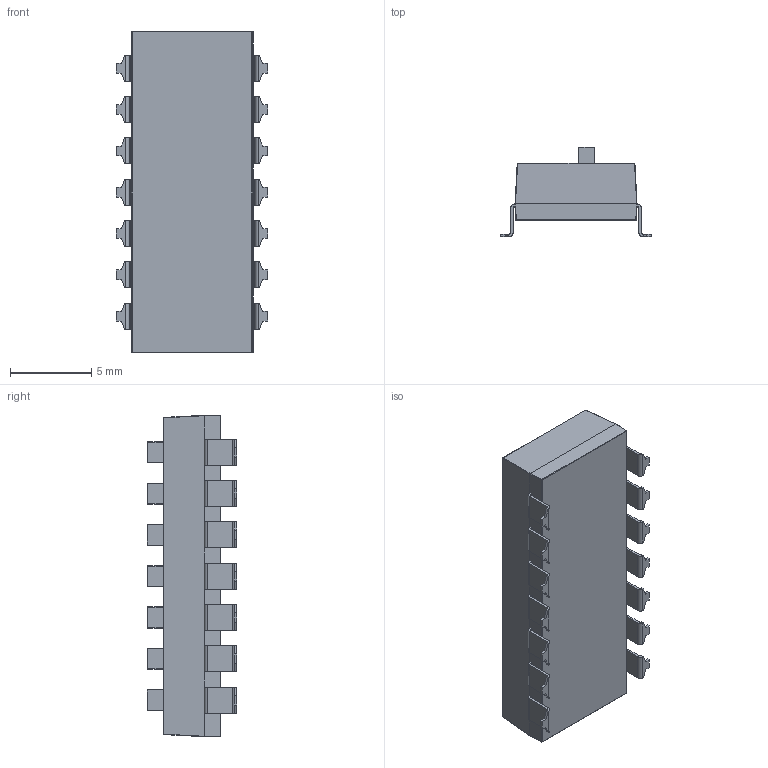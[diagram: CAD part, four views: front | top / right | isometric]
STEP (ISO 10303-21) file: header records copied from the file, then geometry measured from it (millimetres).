
FILE_DESCRIPTION (( 'STEP AP214' ), '1' );
FILE_NAME ('SDA07H1SBD.STEP', '2019-01-15T22:33:48', ( '' ), ( '' ), 'SwSTEP 2.0', 'SolidWorks 2017', '' );
FILE_SCHEMA (( 'AUTOMOTIVE_DESIGN' ));
Length unit declared in the file: millimetre
Products named in the file (1): SDA07H1SBD
Bounding box: 9.3 x 5.5 x 19.76 mm (x, y, z)
Volume: 510.8 mm3; surface area: 831.6 mm2
Topology: 1 solids, 1 shells, 1052 faces, 2893 edges, 1862 vertices
Faces by surface type: plane 852, cylinder 128, sphere 72
Entity records: 44494 total; most frequent: CARTESIAN_POINT 6009, ORIENTED_EDGE 5786, DIRECTION 5288, EDGE_CURVE 2893, VECTOR 2470, LINE 2470, VERTEX_POINT 1862, AXIS2_PLACEMENT_3D 1409
